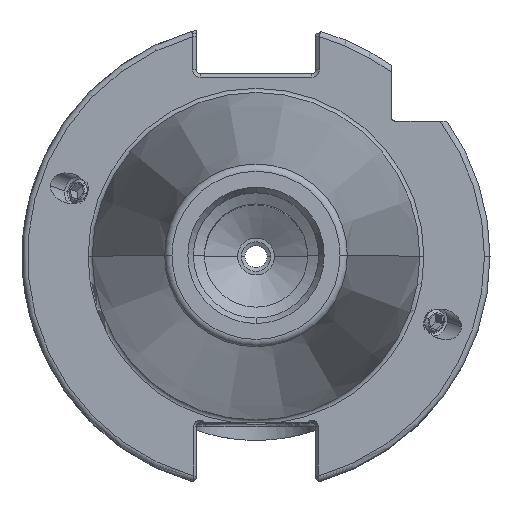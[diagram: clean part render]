
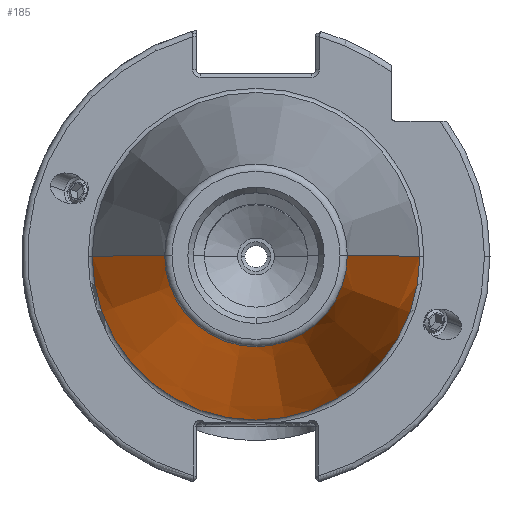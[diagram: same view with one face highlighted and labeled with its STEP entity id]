
A CAD part, top view. The second image highlights one B-rep face of the part: STEP entity #185.
In plain terms, the highlighted conical face has half-angle 8.297 degrees and reference radius 12.397 mm.
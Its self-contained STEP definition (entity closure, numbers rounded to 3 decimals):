
#185 = ADVANCED_FACE ( 'NONE', ( #14221 ), #3543, .T. ) ;
#551 = CARTESIAN_POINT ( 'NONE',  ( 12.397, 0., 67.394 ) ) ;
#573 = DIRECTION ( 'NONE',  ( 0., 0., 1. ) ) ;
#1112 = EDGE_LOOP ( 'NONE', ( #12974, #25808, #17751, #26031 ) ) ;
#2357 = DIRECTION ( 'NONE',  ( 0., 0., 1. ) ) ;
#3368 = AXIS2_PLACEMENT_3D ( 'NONE', #22774, #23792, #24371 ) ;
#3543 = CONICAL_SURFACE ( 'NONE', #3368, 12.397, 0.145 ) ;
#4183 = CIRCLE ( 'NONE', #20011, 22.225 ) ;
#5643 = CARTESIAN_POINT ( 'NONE',  ( -12.397, 0., 67.394 ) ) ;
#6629 = CARTESIAN_POINT ( 'NONE',  ( -12.397, 0., 67.394 ) ) ;
#7153 = EDGE_CURVE ( 'NONE', #14596, #19722, #7727, .T. ) ;
#7727 = LINE ( 'NONE', #5643, #12616 ) ;
#7794 = VECTOR ( 'NONE', #16926, 1000. ) ;
#9864 = VERTEX_POINT ( 'NONE', #20404 ) ;
#9908 = CARTESIAN_POINT ( 'NONE',  ( 22.225, 0., 0. ) ) ;
#9994 = EDGE_CURVE ( 'NONE', #9864, #18465, #13322, .T. ) ;
#10786 = EDGE_CURVE ( 'NONE', #19722, #18465, #4183, .T. ) ;
#12616 = VECTOR ( 'NONE', #13786, 1000. ) ;
#12885 = CARTESIAN_POINT ( 'NONE',  ( 0., 0., 67.394 ) ) ;
#12974 = ORIENTED_EDGE ( 'NONE', *, *, #9994, .F. ) ;
#13322 = LINE ( 'NONE', #551, #7794 ) ;
#13786 = DIRECTION ( 'NONE',  ( -0.144, 0., -0.99 ) ) ;
#14221 = FACE_OUTER_BOUND ( 'NONE', #1112, .T. ) ;
#14596 = VERTEX_POINT ( 'NONE', #6629 ) ;
#14690 = CARTESIAN_POINT ( 'NONE',  ( 0., 0., 0. ) ) ;
#14901 = DIRECTION ( 'NONE',  ( 1., 0., 0. ) ) ;
#16735 = DIRECTION ( 'NONE',  ( 1., 0., 0. ) ) ;
#16926 = DIRECTION ( 'NONE',  ( 0.144, 0., -0.99 ) ) ;
#17751 = ORIENTED_EDGE ( 'NONE', *, *, #7153, .T. ) ;
#18465 = VERTEX_POINT ( 'NONE', #9908 ) ;
#19206 = CARTESIAN_POINT ( 'NONE',  ( -22.225, 0., 0. ) ) ;
#19271 = AXIS2_PLACEMENT_3D ( 'NONE', #12885, #573, #14901 ) ;
#19444 = CIRCLE ( 'NONE', #19271, 12.397 ) ;
#19722 = VERTEX_POINT ( 'NONE', #19206 ) ;
#20011 = AXIS2_PLACEMENT_3D ( 'NONE', #14690, #2357, #16735 ) ;
#20404 = CARTESIAN_POINT ( 'NONE',  ( 12.397, 0., 67.394 ) ) ;
#22774 = CARTESIAN_POINT ( 'NONE',  ( 0., 0., 67.394 ) ) ;
#23555 = EDGE_CURVE ( 'NONE', #14596, #9864, #19444, .T. ) ;
#23792 = DIRECTION ( 'NONE',  ( 0., 0., -1. ) ) ;
#24371 = DIRECTION ( 'NONE',  ( -1., 0., 0. ) ) ;
#25808 = ORIENTED_EDGE ( 'NONE', *, *, #23555, .F. ) ;
#26031 = ORIENTED_EDGE ( 'NONE', *, *, #10786, .T. ) ;
